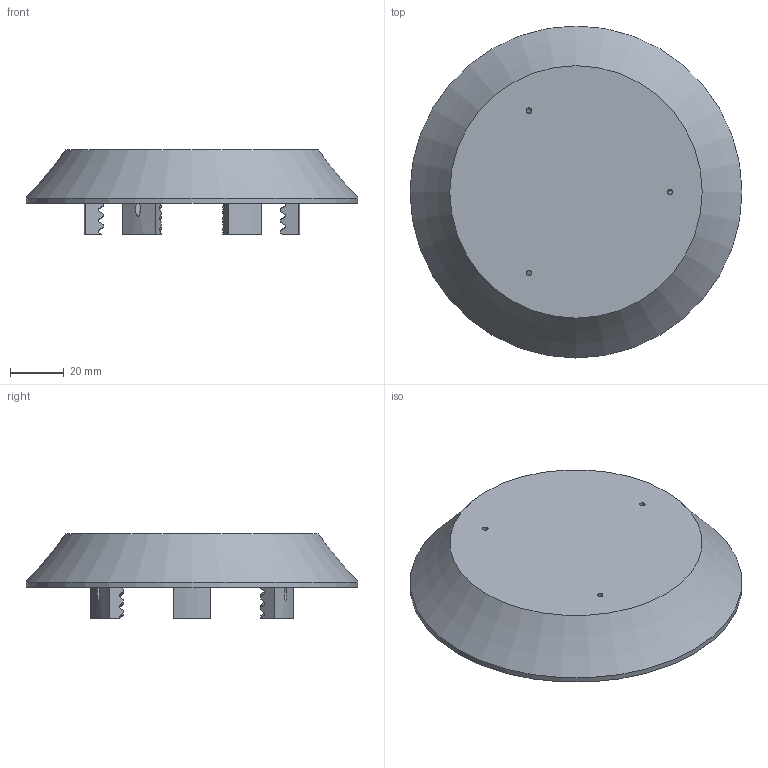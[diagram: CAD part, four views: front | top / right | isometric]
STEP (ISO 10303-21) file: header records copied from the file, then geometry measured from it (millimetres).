
FILE_DESCRIPTION(/* description */ (''),/* implementation_level */ '2;1');
FILE_NAME(/* name */ 'FireNose-Sonnenschutz.step',/* time_stamp */ '2025-11-08T18:04:07+01:00',/* author */ (''),/* organization */ (''),/* preprocessor_version */ 'ST-DEVELOPER v20.1',/* originating_system */ 'Autodesk Translation Framework v14.21.0.0',/* authorisation */ '');
FILE_SCHEMA (('AUTOMOTIVE_DESIGN { 1 0 10303 214 3 1 1 }'));
Length unit declared in the file: millimetre
Products named in the file (1): WS-Tiny-Sonnenschutz
Bounding box: 123.05 x 123.05 x 31.38 mm (x, y, z)
Volume: 68564.2 mm3; surface area: 37284.4 mm2
Topology: 1 solids, 1 shells, 146 faces, 414 edges, 277 vertices
Faces by surface type: cylinder 61, bspline 56, plane 27, torus 1, cone 1
Full cylindrical faces by diameter (mm): 123.053 x1
Entity records: 7015 total; most frequent: CARTESIAN_POINT 3733, ORIENTED_EDGE 828, DIRECTION 415, EDGE_CURVE 414, VERTEX_POINT 277, B_SPLINE_CURVE_WITH_KNOTS 218, LINE 159, VECTOR 159
